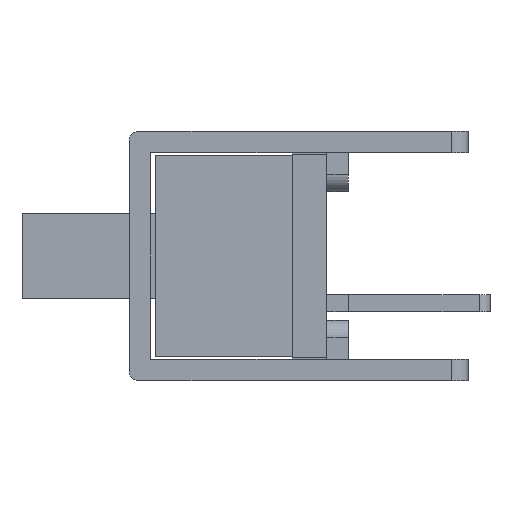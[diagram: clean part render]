
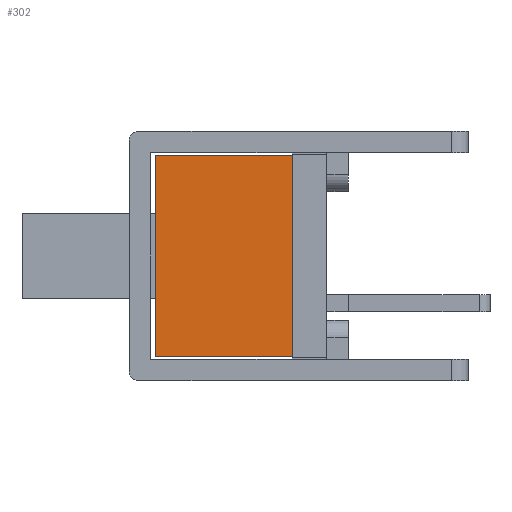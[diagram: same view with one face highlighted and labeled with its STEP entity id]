
A CAD part, left-side view. The second image highlights one B-rep face of the part: STEP entity #302.
In plain terms, the highlighted planar face has unit normal (-1, 0, 0).
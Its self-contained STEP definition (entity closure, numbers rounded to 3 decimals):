
#302 = ADVANCED_FACE( '', ( #689 ), #690, .F. );
#689 = FACE_OUTER_BOUND( '', #1173, .T. );
#690 = PLANE( '', #1174 );
#1173 = EDGE_LOOP( '', ( #1976, #1977, #1978, #1979 ) );
#1174 = AXIS2_PLACEMENT_3D( '', #1980, #1981, #1982 );
#1976 = ORIENTED_EDGE( '', *, *, #3331, .T. );
#1977 = ORIENTED_EDGE( '', *, *, #3339, .F. );
#1978 = ORIENTED_EDGE( '', *, *, #3340, .F. );
#1979 = ORIENTED_EDGE( '', *, *, #3341, .T. );
#1980 = CARTESIAN_POINT( '', ( -5.9, -0.6, 2.35 ) );
#1981 = DIRECTION( '', ( 1., 0., 0. ) );
#1982 = DIRECTION( '', ( 0., 0., -1. ) );
#3331 = EDGE_CURVE( '', #4155, #4156, #4157, .T. );
#3339 = EDGE_CURVE( '', #4167, #4156, #4168, .T. );
#3340 = EDGE_CURVE( '', #4169, #4167, #4170, .T. );
#3341 = EDGE_CURVE( '', #4169, #4155, #4171, .T. );
#4155 = VERTEX_POINT( '', #5293 );
#4156 = VERTEX_POINT( '', #5294 );
#4157 = LINE( '', #5295, #5296 );
#4167 = VERTEX_POINT( '', #5311 );
#4168 = LINE( '', #5312, #5313 );
#4169 = VERTEX_POINT( '', #5314 );
#4170 = LINE( '', #5315, #5316 );
#4171 = LINE( '', #5317, #5318 );
#5293 = CARTESIAN_POINT( '', ( -5.9, -0.6, -2.35 ) );
#5294 = CARTESIAN_POINT( '', ( -5.9, -3.8, -2.35 ) );
#5295 = CARTESIAN_POINT( '', ( -5.9, -0.6, -2.35 ) );
#5296 = VECTOR( '', #6200, 1000. );
#5311 = CARTESIAN_POINT( '', ( -5.9, -3.8, 2.35 ) );
#5312 = CARTESIAN_POINT( '', ( -5.9, -3.8, 2.35 ) );
#5313 = VECTOR( '', #6206, 1000. );
#5314 = CARTESIAN_POINT( '', ( -5.9, -0.6, 2.35 ) );
#5315 = CARTESIAN_POINT( '', ( -5.9, -0.6, 2.35 ) );
#5316 = VECTOR( '', #6207, 1000. );
#5317 = CARTESIAN_POINT( '', ( -5.9, -0.6, 2.35 ) );
#5318 = VECTOR( '', #6208, 1000. );
#6200 = DIRECTION( '', ( 0., -1., 0. ) );
#6206 = DIRECTION( '', ( 0., 0., -1. ) );
#6207 = DIRECTION( '', ( 0., -1., 0. ) );
#6208 = DIRECTION( '', ( 0., 0., -1. ) );
